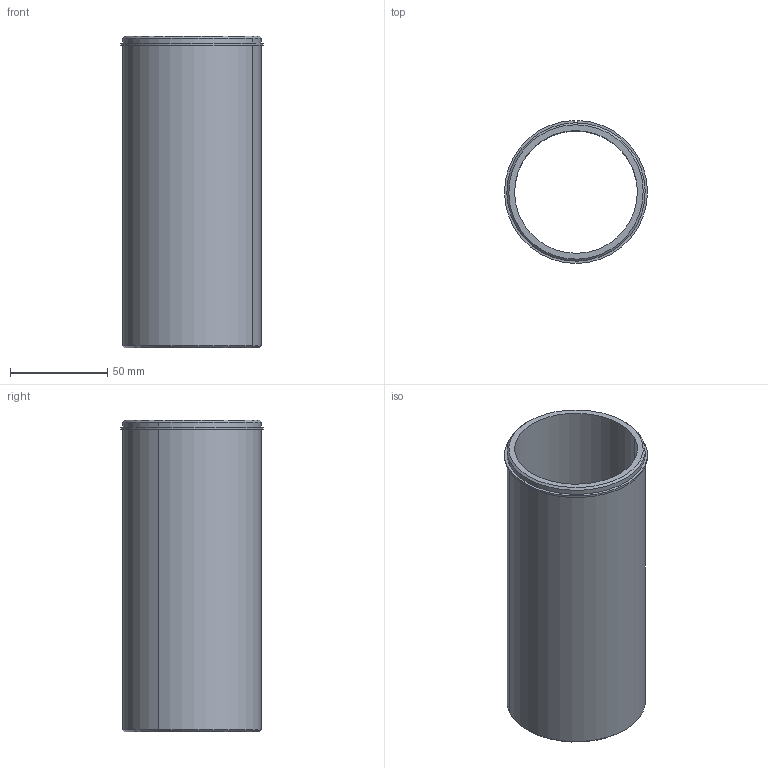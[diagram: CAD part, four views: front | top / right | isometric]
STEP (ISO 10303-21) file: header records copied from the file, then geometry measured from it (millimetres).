
FILE_DESCRIPTION(('CATIA V5 STEP Exchange'),'2;1');
FILE_NAME('RDGS300.63160.stp','2017-03-17T22:46:24+00:00',('none'),('none'),'CATIA Version 5 Release 19 GA (IN-10)','CATIA V5 STEP AP203','none');
FILE_SCHEMA(('CONFIG_CONTROL_DESIGN'));
Length unit declared in the file: millimetre
Products named in the file (1): RDGS300.63160
Bounding box: 73.39 x 73.39 x 160 mm (x, y, z)
Volume: 134728 mm3; surface area: 70374.7 mm2
Topology: 2 solids, 2 shells, 22 faces, 47 edges, 35 vertices
Faces by surface type: cylinder 10, plane 8, cone 4
Entity records: 606 total; most frequent: CARTESIAN_POINT 100, ORIENTED_EDGE 88, DIRECTION 81, EDGE_CURVE 44, AXIS2_PLACEMENT_3D 42, VERTEX_POINT 28, EDGE_LOOP 26, CIRCLE 24
